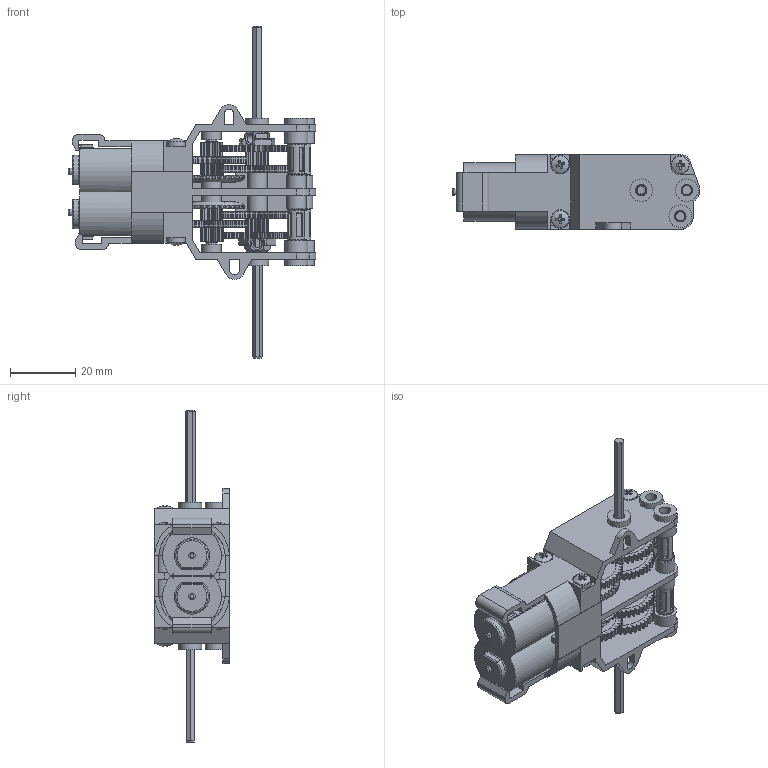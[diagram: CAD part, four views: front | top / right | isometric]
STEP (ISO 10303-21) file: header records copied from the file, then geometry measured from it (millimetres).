
FILE_DESCRIPTION(/* description */ ('','CAx-IF Rec.Pracs.---Representation and Presentation of Product Manufacturing Information (PMI)---3.8---2014-02-18'),/* implementation_level */ '2;1');
FILE_NAME(/* name */ 'Assem1.stp',/* time_stamp */ '2017-07-28T20:43:06+02:00',/* author */ ('ndz'),/* organization */ (''),/* preprocessor_version */ 'ST-DEVELOPER v16.5',/* originating_system */ 'Autodesk Inventor 2017',/* authorisation */ '');
FILE_SCHEMA (('AP242_MANAGED_MODEL_BASED_3D_ENGINEERING_MIM_LF { 1 0 10303 442 1 1 4 }'));
Length unit declared in the file: millimetre
Products named in the file (15): Assem1; middle; left; right; motor; DG_purple_8_mtr; DG_shaft_23mm; TG_G3; DG_shaft_50mm; DG_yellow_34_12_N01; TG_G2; DG_gold_brass; DG_brass_gap4.0; middle pin; Pan Head Cross Recess Screw_DIN
Assembly tree (43 placements, depth 2):
  Assem1
    middle
    motor  x2
    left
    right
    DG_brass_gap4.0  x12
    DG_gold_brass  x2
    DG_purple_8_mtr  x2
    DG_shaft_23mm  x2
    DG_shaft_50mm  x2
    DG_yellow_34_12_N01  x2
    TG_G3  x2
    TG_G2  x4
    middle pin  x4
    Pan Head Cross Recess Screw_DIN  x6
Bounding box: 76.1 x 23 x 102 mm (x, y, z)
Volume: 31605.7 mm3; surface area: 34757.1 mm2
Topology: 43 solids, 47 shells, 4289 faces, 11865 edges, 7736 vertices
Faces by surface type: plane 2731, cylinder 1262, torus 134, bspline 68, cone 68, sphere 26
Full cylindrical faces by diameter (mm): 1.5 x2, 2 x4, 2.7 x9, 2.8 x2, 3 x41, 3.257 x2, 3.4 x12, 3.5 x11, 3.538 x4, 3.561 x2, 5 x16, 5.5 x4, 5.6 x6, 6 x12, 7 x12, 12 x4, 13 x4, 18 x12
Entity records: 56145 total; most frequent: CARTESIAN_POINT 10697, DIRECTION 9520, ORIENTED_EDGE 9280, EDGE_CURVE 4640, LINE 3184, VECTOR 3184, AXIS2_PLACEMENT_3D 3168, VERTEX_POINT 3089
